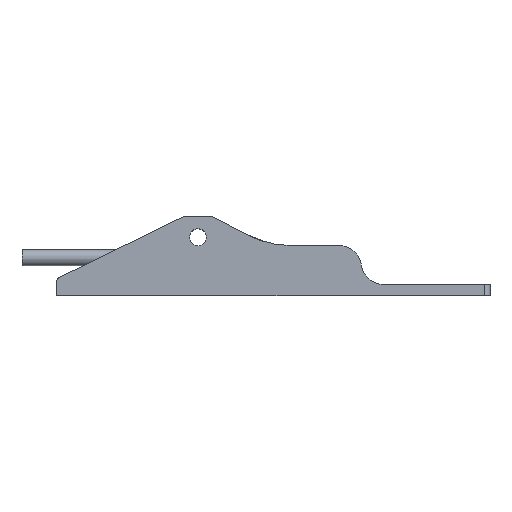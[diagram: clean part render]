
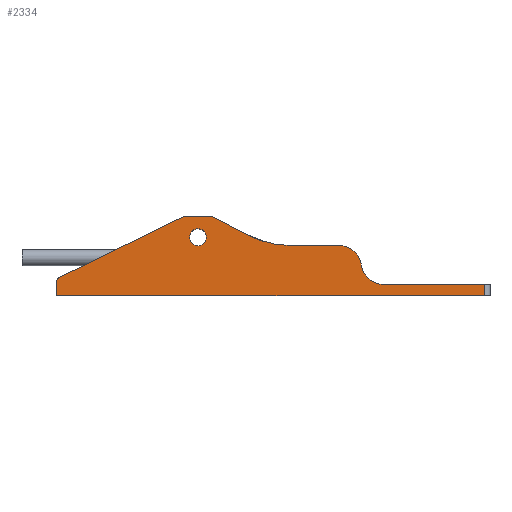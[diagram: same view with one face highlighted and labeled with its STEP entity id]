
A CAD part, left-side view. The second image highlights one B-rep face of the part: STEP entity #2334.
In plain terms, the highlighted planar face has unit normal (-1, 0, 0).
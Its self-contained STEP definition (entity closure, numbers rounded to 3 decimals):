
#112=FACE_BOUND('',#333,.T.);
#212=FACE_OUTER_BOUND('',#332,.T.);
#332=EDGE_LOOP('',(#1758,#1759,#1760,#1761,#1762,#1763,#1764,#1765,#1766,
#1767,#1768,#1769,#1770,#1771,#1772));
#333=EDGE_LOOP('',(#1773));
#472=LINE('',#3490,#662);
#477=LINE('',#3504,#667);
#482=LINE('',#3515,#672);
#485=LINE('',#3565,#675);
#537=LINE('',#3770,#727);
#538=LINE('',#3772,#728);
#539=LINE('',#3774,#729);
#540=LINE('',#3775,#730);
#662=VECTOR('',#2725,10.);
#667=VECTOR('',#2738,10.);
#672=VECTOR('',#2749,10.);
#675=VECTOR('',#2766,10.);
#727=VECTOR('',#2982,10.);
#728=VECTOR('',#2983,10.);
#729=VECTOR('',#2984,10.);
#730=VECTOR('',#2985,10.);
#849=CIRCLE('',#2434,35.);
#851=CIRCLE('',#2438,2.);
#852=CIRCLE('',#2441,2.);
#853=CIRCLE('',#2444,35.);
#871=CIRCLE('',#2476,8.);
#872=CIRCLE('',#2478,8.);
#898=CIRCLE('',#2523,3.05);
#903=CIRCLE('',#2531,2.);
#1005=VERTEX_POINT('',#3483);
#1006=VERTEX_POINT('',#3485);
#1007=VERTEX_POINT('',#3489);
#1010=VERTEX_POINT('',#3497);
#1011=VERTEX_POINT('',#3499);
#1012=VERTEX_POINT('',#3503);
#1013=VERTEX_POINT('',#3507);
#1014=VERTEX_POINT('',#3509);
#1015=VERTEX_POINT('',#3513);
#1042=VERTEX_POINT('',#3630);
#1043=VERTEX_POINT('',#3634);
#1084=VERTEX_POINT('',#3751);
#1089=VERTEX_POINT('',#3767);
#1090=VERTEX_POINT('',#3769);
#1091=VERTEX_POINT('',#3771);
#1092=VERTEX_POINT('',#3773);
#1236=EDGE_CURVE('',#1006,#1005,#849,.T.);
#1238=EDGE_CURVE('',#1007,#1006,#472,.T.);
#1243=EDGE_CURVE('',#1011,#1010,#851,.T.);
#1245=EDGE_CURVE('',#1011,#1012,#477,.T.);
#1248=EDGE_CURVE('',#1014,#1013,#852,.T.);
#1251=EDGE_CURVE('',#1013,#1015,#482,.T.);
#1252=EDGE_CURVE('',#1005,#1012,#853,.T.);
#1259=EDGE_CURVE('',#1010,#1014,#485,.T.);
#1291=EDGE_CURVE('',#1042,#1007,#871,.T.);
#1293=EDGE_CURVE('',#1042,#1043,#872,.F.);
#1351=EDGE_CURVE('',#1084,#1084,#898,.T.);
#1358=EDGE_CURVE('',#1015,#1089,#903,.T.);
#1359=EDGE_CURVE('',#1089,#1090,#537,.T.);
#1360=EDGE_CURVE('',#1090,#1091,#538,.T.);
#1361=EDGE_CURVE('',#1092,#1091,#539,.T.);
#1362=EDGE_CURVE('',#1043,#1092,#540,.T.);
#1758=ORIENTED_EDGE('',*,*,#1358,.T.);
#1759=ORIENTED_EDGE('',*,*,#1359,.T.);
#1760=ORIENTED_EDGE('',*,*,#1360,.T.);
#1761=ORIENTED_EDGE('',*,*,#1361,.F.);
#1762=ORIENTED_EDGE('',*,*,#1362,.F.);
#1763=ORIENTED_EDGE('',*,*,#1293,.F.);
#1764=ORIENTED_EDGE('',*,*,#1291,.T.);
#1765=ORIENTED_EDGE('',*,*,#1238,.T.);
#1766=ORIENTED_EDGE('',*,*,#1236,.T.);
#1767=ORIENTED_EDGE('',*,*,#1252,.T.);
#1768=ORIENTED_EDGE('',*,*,#1245,.F.);
#1769=ORIENTED_EDGE('',*,*,#1243,.T.);
#1770=ORIENTED_EDGE('',*,*,#1259,.T.);
#1771=ORIENTED_EDGE('',*,*,#1248,.T.);
#1772=ORIENTED_EDGE('',*,*,#1251,.T.);
#1773=ORIENTED_EDGE('',*,*,#1351,.F.);
#2260=PLANE('',#2530);
#2334=ADVANCED_FACE('',(#212,#112),#2260,.F.);
#2434=AXIS2_PLACEMENT_3D('',#3486,#2720,#2721);
#2438=AXIS2_PLACEMENT_3D('',#3500,#2733,#2734);
#2441=AXIS2_PLACEMENT_3D('',#3510,#2743,#2744);
#2444=AXIS2_PLACEMENT_3D('',#3517,#2752,#2753);
#2476=AXIS2_PLACEMENT_3D('',#3631,#2835,#2836);
#2478=AXIS2_PLACEMENT_3D('',#3635,#2840,#2841);
#2523=AXIS2_PLACEMENT_3D('',#3753,#2962,#2963);
#2530=AXIS2_PLACEMENT_3D('',#3766,#2978,#2979);
#2531=AXIS2_PLACEMENT_3D('',#3768,#2980,#2981);
#2720=DIRECTION('center_axis',(1.,0.,0.));
#2721=DIRECTION('ref_axis',(0.,0.245,-0.97));
#2725=DIRECTION('',(0.,1.,0.));
#2733=DIRECTION('center_axis',(-1.,0.,0.));
#2734=DIRECTION('ref_axis',(0.,-0.239,0.971));
#2738=DIRECTION('',(0.,-0.886,-0.464));
#2743=DIRECTION('center_axis',(-1.,0.,0.));
#2744=DIRECTION('ref_axis',(0.,0.226,0.974));
#2749=DIRECTION('',(0.,0.898,-0.439));
#2752=DIRECTION('center_axis',(-1.,0.,0.));
#2753=DIRECTION('ref_axis',(0.,-0.423,-0.906));
#2766=DIRECTION('',(0.,1.,0.));
#2835=DIRECTION('center_axis',(-1.,0.,0.));
#2836=DIRECTION('ref_axis',(0.,-0.707,0.707));
#2840=DIRECTION('center_axis',(1.,0.,0.));
#2841=DIRECTION('ref_axis',(0.,0.,1.));
#2962=DIRECTION('center_axis',(-1.,0.,0.));
#2963=DIRECTION('ref_axis',(0.,1.,0.));
#2978=DIRECTION('center_axis',(1.,0.,0.));
#2979=DIRECTION('ref_axis',(0.,-1.,0.));
#2980=DIRECTION('center_axis',(-1.,0.,0.));
#2981=DIRECTION('ref_axis',(0.,0.848,0.529));
#2982=DIRECTION('',(0.,0.,-1.));
#2983=DIRECTION('',(0.,-1.,0.));
#2984=DIRECTION('',(0.,0.,-1.));
#2985=DIRECTION('',(0.,-1.,0.));
#3483=CARTESIAN_POINT('',(-15.982,4.52,18.196));
#3485=CARTESIAN_POINT('',(-15.982,-12.096,14.));
#3486=CARTESIAN_POINT('Origin',(-15.982,-12.096,49.));
#3489=CARTESIAN_POINT('',(-15.982,-29.448,14.));
#3490=CARTESIAN_POINT('',(-15.982,-37.448,14.));
#3497=CARTESIAN_POINT('',(-15.982,17.044,24.5));
#3499=CARTESIAN_POINT('',(-15.982,16.116,24.272));
#3500=CARTESIAN_POINT('Origin',(-15.982,17.044,22.5));
#3503=CARTESIAN_POINT('',(-15.982,4.899,18.397));
#3504=CARTESIAN_POINT('',(-15.982,16.552,24.5));
#3507=CARTESIAN_POINT('',(-15.982,26.968,24.297));
#3509=CARTESIAN_POINT('',(-15.982,26.089,24.5));
#3510=CARTESIAN_POINT('Origin',(-15.982,26.089,22.5));
#3513=CARTESIAN_POINT('',(-15.982,71.431,2.548));
#3515=CARTESIAN_POINT('',(-15.982,26.552,24.5));
#3517=CARTESIAN_POINT('Origin',(-15.982,21.137,-12.608));
#3565=CARTESIAN_POINT('',(-15.982,16.552,24.5));
#3630=CARTESIAN_POINT('',(-15.982,-37.385,7.));
#3631=CARTESIAN_POINT('Origin',(-15.982,-29.448,6.));
#3634=CARTESIAN_POINT('',(-15.982,-45.322,0.));
#3635=CARTESIAN_POINT('Origin',(-15.982,-45.322,8.));
#3751=CARTESIAN_POINT('',(-15.982,18.502,17.));
#3753=CARTESIAN_POINT('Origin',(-15.982,21.552,17.));
#3766=CARTESIAN_POINT('Origin',(-15.982,72.552,0.));
#3767=CARTESIAN_POINT('',(-15.982,72.552,0.752));
#3768=CARTESIAN_POINT('Origin',(-15.982,70.552,0.752));
#3769=CARTESIAN_POINT('',(-15.982,72.552,-4.));
#3770=CARTESIAN_POINT('',(-15.982,72.552,0.));
#3771=CARTESIAN_POINT('',(-15.982,-81.757,-4.));
#3772=CARTESIAN_POINT('',(-15.982,72.552,-4.));
#3773=CARTESIAN_POINT('',(-15.982,-81.757,0.));
#3774=CARTESIAN_POINT('',(-15.982,-81.757,0.));
#3775=CARTESIAN_POINT('',(-15.982,72.552,0.));
